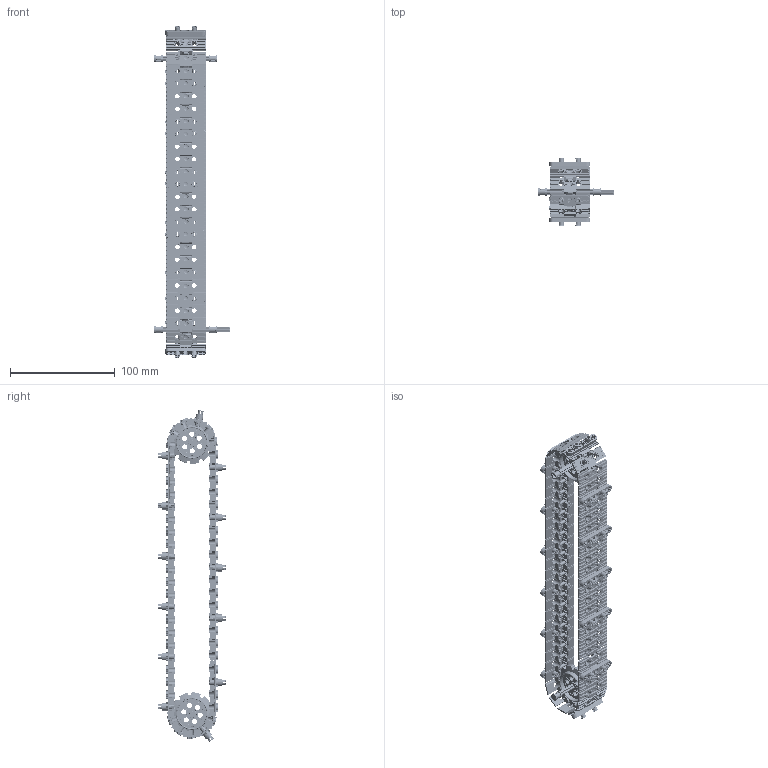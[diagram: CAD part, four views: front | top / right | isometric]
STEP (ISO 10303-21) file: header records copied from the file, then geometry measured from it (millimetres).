
FILE_DESCRIPTION (( 'STEP AP214' ), '1' );
FILE_NAME ('Förderband.STEP', '2018-03-30T08:37:13', ( '' ), ( '' ), 'SwSTEP 2.0', 'SolidWorks 2016', '' );
FILE_SCHEMA (( 'AUTOMOTIVE_DESIGN' ));
Length unit declared in the file: millimetre
Products named in the file (9): P1-03-11-09 44294 Achse 7L, hellgrau; P1-03-11-17 2780 Pin kurz 2L_Predeterminado; P1-03-11-05 60485 Achse 9L, hellgrau; Förderband; P1-03-11-19 LegoSchaufelglied; P1-03-11-03 3713 Stopper hellgrau; P1-03-11-06 57519 Kettenrad schwarz; P1-03-11-16 11478 Liftarmdünn; P1-03-11-02 57518 Kettenglied dunkelgrau
Assembly tree (77 placements, depth 3):
  Förderband
    P1-03-11-09 44294 Achse 7L, hellgrau
    P1-03-11-06 57519 Kettenrad schwarz  x2
    P1-03-11-03 3713 Stopper hellgrau  x4
    P1-03-11-05 60485 Achse 9L, hellgrau
    P1-03-11-02 57518 Kettenglied dunkelgrau  x53
    P1-03-11-19 LegoSchaufelglied  x13
      P1-03-11-16 11478 Liftarmdünn
      P1-03-11-17 2780 Pin kurz 2L_Predeterminado
Bounding box: 72 x 65.5 x 317.24 mm (x, y, z)
Volume: 85897.9 mm3; surface area: 144077.8 mm2
Topology: 100 solids, 100 shells, 20382 faces, 51163 edges, 30987 vertices
Faces by surface type: cylinder 7697, plane 6646, bspline 2647, torus 2340, sphere 1040, cone 12
Entity records: 45175 total; most frequent: CARTESIAN_POINT 17896, ORIENTED_EDGE 5746, DIRECTION 5458, EDGE_CURVE 2873, AXIS2_PLACEMENT_3D 2195, VERTEX_POINT 1742, EDGE_LOOP 1233, FACE_OUTER_BOUND 1168
